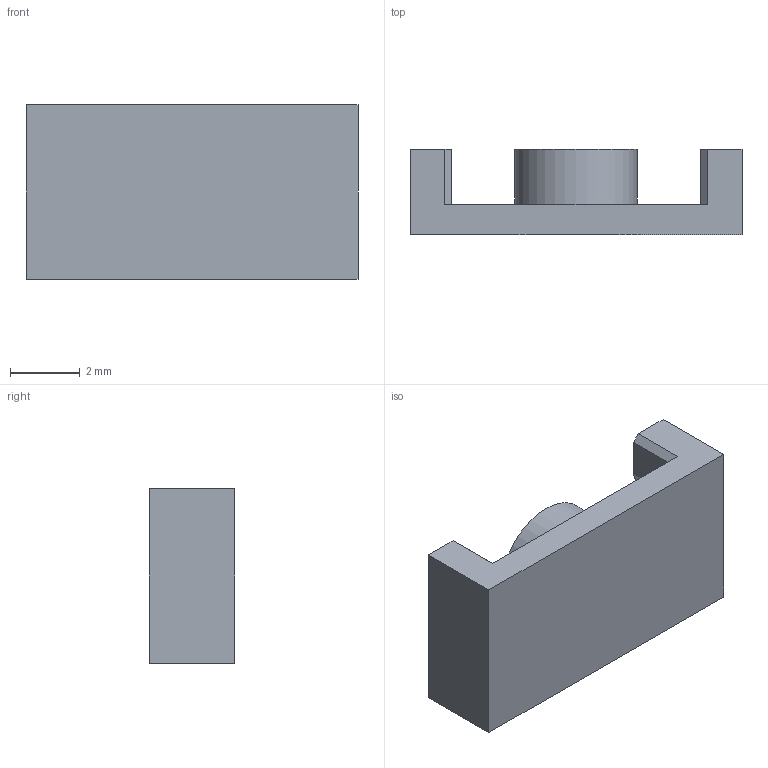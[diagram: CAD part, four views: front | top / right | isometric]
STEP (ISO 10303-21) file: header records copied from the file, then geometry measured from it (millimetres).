
FILE_DESCRIPTION (( 'STEP AP214' ), '1' );
FILE_NAME ('ER 9,5.step', '2018-04-25T18:07:39', ( '' ), ( '' ), 'SwSTEP 2.0', 'SolidWorks 2017', '' );
FILE_SCHEMA (( 'AUTOMOTIVE_DESIGN' ));
Length unit declared in the file: millimetre
Products named in the file (1): ER 9,5
Bounding box: 9.5 x 2.45 x 5 mm (x, y, z)
Volume: 73.8 mm3; surface area: 176.3 mm2
Topology: 1 solids, 1 shells, 20 faces, 51 edges, 34 vertices
Faces by surface type: plane 17, cylinder 3
Full cylindrical faces by diameter (mm): 3.5 x1
Entity records: 630 total; most frequent: CARTESIAN_POINT 105, ORIENTED_EDGE 100, DIRECTION 98, EDGE_CURVE 50, LINE 44, VECTOR 44, VERTEX_POINT 34, AXIS2_PLACEMENT_3D 27
